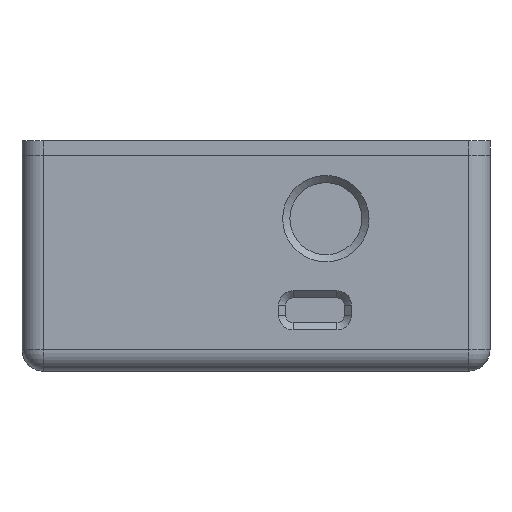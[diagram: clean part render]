
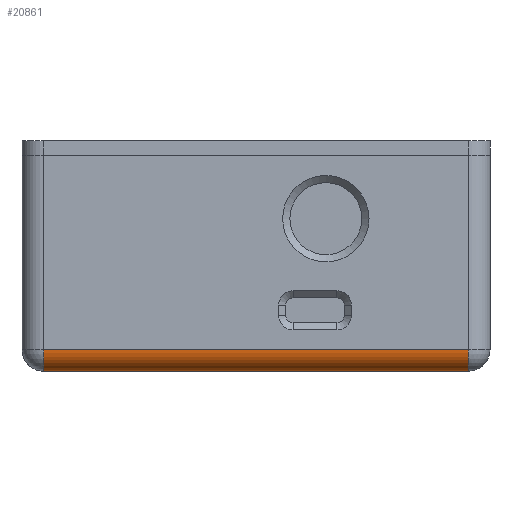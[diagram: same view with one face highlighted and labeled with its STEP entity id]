
A CAD part, front view. The second image highlights one B-rep face of the part: STEP entity #20861.
In plain terms, the highlighted cylindrical face has radius 3 mm (diameter 6 mm), a partial arc.
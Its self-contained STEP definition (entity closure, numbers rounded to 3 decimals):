
#917 = PLANE('',#918);
#918 = AXIS2_PLACEMENT_3D('',#919,#920,#921);
#919 = CARTESIAN_POINT('',(0.,0.,0.));
#920 = DIRECTION('',(0.,0.,1.));
#921 = DIRECTION('',(1.,0.,0.));
#8545 = VERTEX_POINT('',#8546);
#8546 = CARTESIAN_POINT('',(-29.5,-63.25,0.));
#8567 = EDGE_CURVE('',#8568,#8545,#8570,.T.);
#8568 = VERTEX_POINT('',#8569);
#8569 = CARTESIAN_POINT('',(29.5,-63.25,0.));
#8570 = SURFACE_CURVE('',#8571,(#8575,#8582),.PCURVE_S1.);
#8571 = LINE('',#8572,#8573);
#8572 = CARTESIAN_POINT('',(32.5,-63.25,0.));
#8573 = VECTOR('',#8574,1.);
#8574 = DIRECTION('',(-1.,0.,0.));
#8575 = PCURVE('',#917,#8576);
#8576 = DEFINITIONAL_REPRESENTATION('',(#8577),#8581);
#8577 = LINE('',#8578,#8579);
#8578 = CARTESIAN_POINT('',(32.5,-63.25));
#8579 = VECTOR('',#8580,1.);
#8580 = DIRECTION('',(-1.,0.));
#8581 = ( GEOMETRIC_REPRESENTATION_CONTEXT(2) 
PARAMETRIC_REPRESENTATION_CONTEXT() REPRESENTATION_CONTEXT('2D SPACE',''
  ) );
#8582 = PCURVE('',#8583,#8588);
#8583 = CYLINDRICAL_SURFACE('',#8584,3.);
#8584 = AXIS2_PLACEMENT_3D('',#8585,#8586,#8587);
#8585 = CARTESIAN_POINT('',(32.5,-63.25,3.));
#8586 = DIRECTION('',(-1.,0.,0.));
#8587 = DIRECTION('',(0.,0.,-1.));
#8588 = DEFINITIONAL_REPRESENTATION('',(#8589),#8593);
#8589 = LINE('',#8590,#8591);
#8590 = CARTESIAN_POINT('',(0.,0.));
#8591 = VECTOR('',#8592,1.);
#8592 = DIRECTION('',(0.,1.));
#8593 = ( GEOMETRIC_REPRESENTATION_CONTEXT(2) 
PARAMETRIC_REPRESENTATION_CONTEXT() REPRESENTATION_CONTEXT('2D SPACE',''
  ) );
#9899 = PLANE('',#9900);
#9900 = AXIS2_PLACEMENT_3D('',#9901,#9902,#9903);
#9901 = CARTESIAN_POINT('',(32.5,-66.25,0.));
#9902 = DIRECTION('',(0.,-1.,0.));
#9903 = DIRECTION('',(-1.,0.,0.));
#11373 = VERTEX_POINT('',#11374);
#11374 = CARTESIAN_POINT('',(-29.5,-66.25,3.));
#11389 = SPHERICAL_SURFACE('',#11390,3.);
#11390 = AXIS2_PLACEMENT_3D('',#11391,#11392,#11393);
#11391 = CARTESIAN_POINT('',(-29.5,-63.25,3.));
#11392 = DIRECTION('',(0.,0.,1.));
#11393 = DIRECTION('',(-1.,0.,0.));
#15075 = SPHERICAL_SURFACE('',#15076,3.);
#15076 = AXIS2_PLACEMENT_3D('',#15077,#15078,#15079);
#15077 = CARTESIAN_POINT('',(29.5,-63.25,3.));
#15078 = DIRECTION('',(0.,0.,1.));
#15079 = DIRECTION('',(0.,-1.,0.));
#15093 = VERTEX_POINT('',#15094);
#15094 = CARTESIAN_POINT('',(29.5,-66.25,3.));
#20861 = ADVANCED_FACE('',(#20862),#8583,.T.);
#20862 = FACE_BOUND('',#20863,.T.);
#20863 = EDGE_LOOP('',(#20864,#20886,#20907,#20929));
#20864 = ORIENTED_EDGE('',*,*,#20865,.T.);
#20865 = EDGE_CURVE('',#8568,#15093,#20866,.T.);
#20866 = SURFACE_CURVE('',#20867,(#20872,#20879),.PCURVE_S1.);
#20867 = CIRCLE('',#20868,3.);
#20868 = AXIS2_PLACEMENT_3D('',#20869,#20870,#20871);
#20869 = CARTESIAN_POINT('',(29.5,-63.25,3.));
#20870 = DIRECTION('',(-1.,0.,0.));
#20871 = DIRECTION('',(0.,-1.,0.));
#20872 = PCURVE('',#8583,#20873);
#20873 = DEFINITIONAL_REPRESENTATION('',(#20874),#20878);
#20874 = LINE('',#20875,#20876);
#20875 = CARTESIAN_POINT('',(-4.712,3.));
#20876 = VECTOR('',#20877,1.);
#20877 = DIRECTION('',(1.,0.));
#20878 = ( GEOMETRIC_REPRESENTATION_CONTEXT(2) 
PARAMETRIC_REPRESENTATION_CONTEXT() REPRESENTATION_CONTEXT('2D SPACE',''
  ) );
#20879 = PCURVE('',#15075,#20880);
#20880 = DEFINITIONAL_REPRESENTATION('',(#20881),#20885);
#20881 = LINE('',#20882,#20883);
#20882 = CARTESIAN_POINT('',(0.,-6.283));
#20883 = VECTOR('',#20884,1.);
#20884 = DIRECTION('',(0.,1.));
#20885 = ( GEOMETRIC_REPRESENTATION_CONTEXT(2) 
PARAMETRIC_REPRESENTATION_CONTEXT() REPRESENTATION_CONTEXT('2D SPACE',''
  ) );
#20886 = ORIENTED_EDGE('',*,*,#20887,.T.);
#20887 = EDGE_CURVE('',#15093,#11373,#20888,.T.);
#20888 = SURFACE_CURVE('',#20889,(#20893,#20900),.PCURVE_S1.);
#20889 = LINE('',#20890,#20891);
#20890 = CARTESIAN_POINT('',(32.5,-66.25,3.));
#20891 = VECTOR('',#20892,1.);
#20892 = DIRECTION('',(-1.,0.,0.));
#20893 = PCURVE('',#8583,#20894);
#20894 = DEFINITIONAL_REPRESENTATION('',(#20895),#20899);
#20895 = LINE('',#20896,#20897);
#20896 = CARTESIAN_POINT('',(1.571,0.));
#20897 = VECTOR('',#20898,1.);
#20898 = DIRECTION('',(0.,1.));
#20899 = ( GEOMETRIC_REPRESENTATION_CONTEXT(2) 
PARAMETRIC_REPRESENTATION_CONTEXT() REPRESENTATION_CONTEXT('2D SPACE',''
  ) );
#20900 = PCURVE('',#9899,#20901);
#20901 = DEFINITIONAL_REPRESENTATION('',(#20902),#20906);
#20902 = LINE('',#20903,#20904);
#20903 = CARTESIAN_POINT('',(0.,-3.));
#20904 = VECTOR('',#20905,1.);
#20905 = DIRECTION('',(1.,0.));
#20906 = ( GEOMETRIC_REPRESENTATION_CONTEXT(2) 
PARAMETRIC_REPRESENTATION_CONTEXT() REPRESENTATION_CONTEXT('2D SPACE',''
  ) );
#20907 = ORIENTED_EDGE('',*,*,#20908,.F.);
#20908 = EDGE_CURVE('',#8545,#11373,#20909,.T.);
#20909 = SURFACE_CURVE('',#20910,(#20915,#20922),.PCURVE_S1.);
#20910 = CIRCLE('',#20911,3.);
#20911 = AXIS2_PLACEMENT_3D('',#20912,#20913,#20914);
#20912 = CARTESIAN_POINT('',(-29.5,-63.25,3.));
#20913 = DIRECTION('',(-1.,0.,0.));
#20914 = DIRECTION('',(0.,-1.,0.));
#20915 = PCURVE('',#8583,#20916);
#20916 = DEFINITIONAL_REPRESENTATION('',(#20917),#20921);
#20917 = LINE('',#20918,#20919);
#20918 = CARTESIAN_POINT('',(-4.712,62.));
#20919 = VECTOR('',#20920,1.);
#20920 = DIRECTION('',(1.,0.));
#20921 = ( GEOMETRIC_REPRESENTATION_CONTEXT(2) 
PARAMETRIC_REPRESENTATION_CONTEXT() REPRESENTATION_CONTEXT('2D SPACE',''
  ) );
#20922 = PCURVE('',#11389,#20923);
#20923 = DEFINITIONAL_REPRESENTATION('',(#20924),#20928);
#20924 = LINE('',#20925,#20926);
#20925 = CARTESIAN_POINT('',(1.571,-6.283));
#20926 = VECTOR('',#20927,1.);
#20927 = DIRECTION('',(0.,1.));
#20928 = ( GEOMETRIC_REPRESENTATION_CONTEXT(2) 
PARAMETRIC_REPRESENTATION_CONTEXT() REPRESENTATION_CONTEXT('2D SPACE',''
  ) );
#20929 = ORIENTED_EDGE('',*,*,#8567,.F.);
